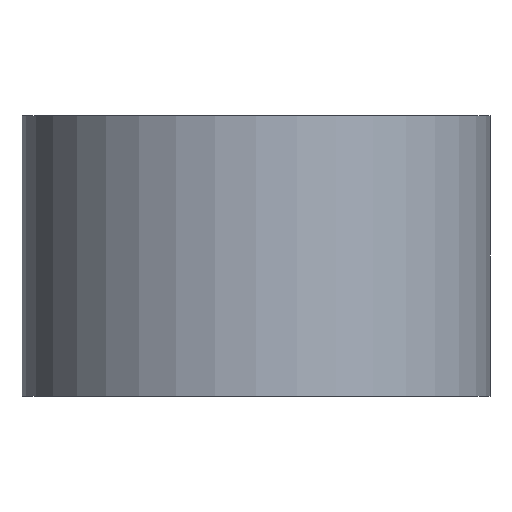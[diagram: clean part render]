
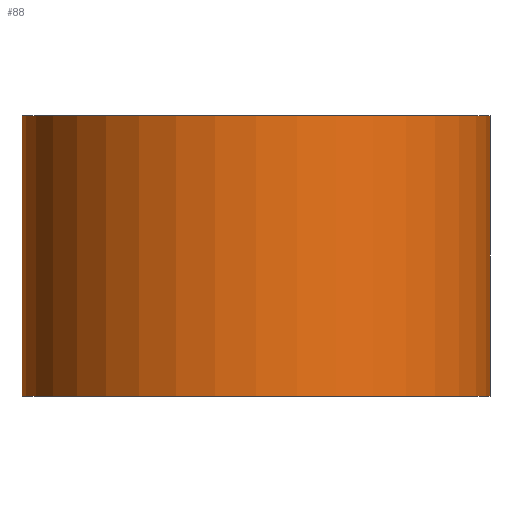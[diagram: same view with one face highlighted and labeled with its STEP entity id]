
A CAD part, front view. The second image highlights one B-rep face of the part: STEP entity #88.
In plain terms, the highlighted cylindrical face has radius 7.5 mm (diameter 15 mm), a partial arc.
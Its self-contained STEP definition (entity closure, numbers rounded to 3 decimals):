
#6 = CARTESIAN_POINT ( 'NONE',  ( 0., -72.586, 9. ) ) ;
#14 = ORIENTED_EDGE ( 'NONE', *, *, #210, .F. ) ;
#15 = VERTEX_POINT ( 'NONE', #153 ) ;
#22 = DIRECTION ( 'NONE',  ( -1., 0., 0. ) ) ;
#25 = EDGE_CURVE ( 'NONE', #166, #15, #170, .T. ) ;
#26 = CARTESIAN_POINT ( 'NONE',  ( -7.5, -72.586, 9. ) ) ;
#50 = CARTESIAN_POINT ( 'NONE',  ( 0., -72.586, 9. ) ) ;
#53 = EDGE_CURVE ( 'NONE', #201, #116, #194, .T. ) ;
#68 = VECTOR ( 'NONE', #82, 1000. ) ;
#70 = DIRECTION ( 'NONE',  ( 1., 0., 0. ) ) ;
#77 = AXIS2_PLACEMENT_3D ( 'NONE', #145, #197, #158 ) ;
#78 = CYLINDRICAL_SURFACE ( 'NONE', #175, 7.5 ) ;
#80 = LINE ( 'NONE', #83, #127 ) ;
#82 = DIRECTION ( 'NONE',  ( 0., 0., -1. ) ) ;
#83 = CARTESIAN_POINT ( 'NONE',  ( 7.5, -72.586, 9. ) ) ;
#88 = ADVANCED_FACE ( 'NONE', ( #155 ), #78, .T. ) ;
#93 = DIRECTION ( 'NONE',  ( 0., 0., -1. ) ) ;
#102 = ORIENTED_EDGE ( 'NONE', *, *, #182, .T. ) ;
#107 = CARTESIAN_POINT ( 'NONE',  ( 7.5, -72.586, 9. ) ) ;
#110 = CARTESIAN_POINT ( 'NONE',  ( -7.5, -72.586, 9. ) ) ;
#112 = EDGE_LOOP ( 'NONE', ( #14, #211, #102, #186 ) ) ;
#116 = VERTEX_POINT ( 'NONE', #107 ) ;
#119 = DIRECTION ( 'NONE',  ( 0., 0., 1. ) ) ;
#127 = VECTOR ( 'NONE', #195, 1000. ) ;
#145 = CARTESIAN_POINT ( 'NONE',  ( 0., -72.586, 0. ) ) ;
#153 = CARTESIAN_POINT ( 'NONE',  ( 7.5, -72.586, 0. ) ) ;
#155 = FACE_OUTER_BOUND ( 'NONE', #112, .T. ) ;
#158 = DIRECTION ( 'NONE',  ( 1., 0., 0. ) ) ;
#166 = VERTEX_POINT ( 'NONE', #189 ) ;
#170 = CIRCLE ( 'NONE', #77, 7.5 ) ;
#175 = AXIS2_PLACEMENT_3D ( 'NONE', #6, #93, #22 ) ;
#182 = EDGE_CURVE ( 'NONE', #201, #166, #209, .T. ) ;
#186 = ORIENTED_EDGE ( 'NONE', *, *, #25, .T. ) ;
#189 = CARTESIAN_POINT ( 'NONE',  ( -7.5, -72.586, 0. ) ) ;
#191 = AXIS2_PLACEMENT_3D ( 'NONE', #50, #119, #70 ) ;
#194 = CIRCLE ( 'NONE', #191, 7.5 ) ;
#195 = DIRECTION ( 'NONE',  ( 0., 0., -1. ) ) ;
#197 = DIRECTION ( 'NONE',  ( 0., 0., 1. ) ) ;
#201 = VERTEX_POINT ( 'NONE', #110 ) ;
#209 = LINE ( 'NONE', #26, #68 ) ;
#210 = EDGE_CURVE ( 'NONE', #116, #15, #80, .T. ) ;
#211 = ORIENTED_EDGE ( 'NONE', *, *, #53, .F. ) ;
